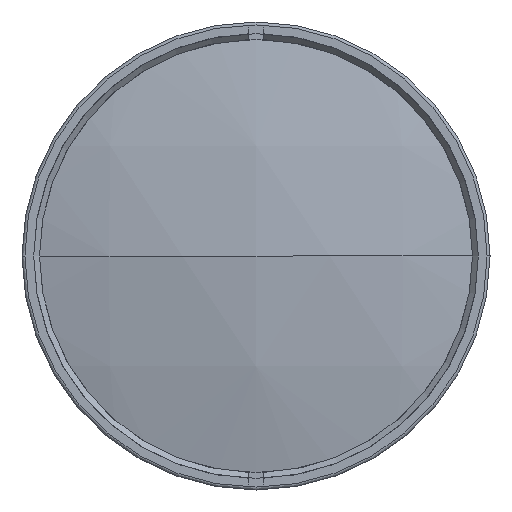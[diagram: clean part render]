
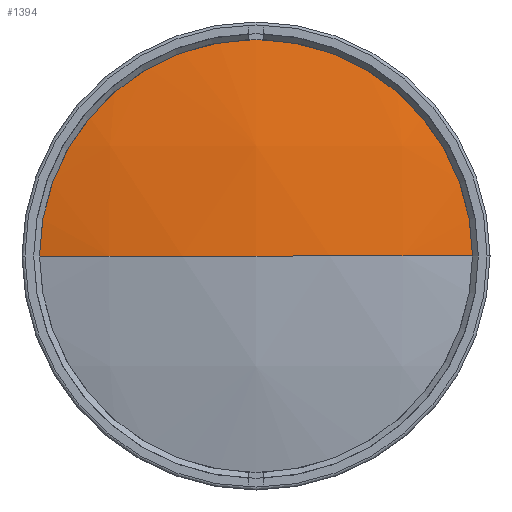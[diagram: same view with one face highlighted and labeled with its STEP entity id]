
A CAD part, left-side view. The second image highlights one B-rep face of the part: STEP entity #1394.
In plain terms, the highlighted spherical face has radius 161 mm.
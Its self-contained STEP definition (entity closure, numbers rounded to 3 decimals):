
#2 = DIRECTION ( 'NONE',  ( 0., 1., 0. ) ) ;
#12 = DIRECTION ( 'NONE',  ( 0., 0., 1. ) ) ;
#54 = AXIS2_PLACEMENT_3D ( 'NONE', #739, #1136, #2 ) ;
#89 = EDGE_CURVE ( 'NONE', #579, #1783, #194, .T. ) ;
#106 = CIRCLE ( 'NONE', #54, 161. ) ;
#119 = ORIENTED_EDGE ( 'NONE', *, *, #1377, .T. ) ;
#178 = DIRECTION ( 'NONE',  ( 0., 0., 1. ) ) ;
#194 = CIRCLE ( 'NONE', #384, 37.5 ) ;
#359 = DIRECTION ( 'NONE',  ( 0., -1., 0. ) ) ;
#373 = DIRECTION ( 'NONE',  ( 0., 0., -1. ) ) ;
#384 = AXIS2_PLACEMENT_3D ( 'NONE', #549, #1872, #373 ) ;
#549 = CARTESIAN_POINT ( 'NONE',  ( -160.802, 0., 0. ) ) ;
#579 = VERTEX_POINT ( 'NONE', #762 ) ;
#613 = ORIENTED_EDGE ( 'NONE', *, *, #1452, .F. ) ;
#739 = CARTESIAN_POINT ( 'NONE',  ( -4.23, 0., 0. ) ) ;
#762 = CARTESIAN_POINT ( 'NONE',  ( -160.802, -37.5, 0. ) ) ;
#867 = CIRCLE ( 'NONE', #1994, 161. ) ;
#911 = DIRECTION ( 'NONE',  ( 0., -1., 0. ) ) ;
#1081 = AXIS2_PLACEMENT_3D ( 'NONE', #2446, #12, #359 ) ;
#1136 = DIRECTION ( 'NONE',  ( 0., 0., -1. ) ) ;
#1305 = CARTESIAN_POINT ( 'NONE',  ( -160.802, 37.5, 0. ) ) ;
#1377 = EDGE_CURVE ( 'NONE', #1783, #1475, #867, .T. ) ;
#1394 = ADVANCED_FACE ( 'NONE', ( #2054 ), #1904, .T. ) ;
#1452 = EDGE_CURVE ( 'NONE', #579, #1475, #106, .T. ) ;
#1475 = VERTEX_POINT ( 'NONE', #2309 ) ;
#1527 = ORIENTED_EDGE ( 'NONE', *, *, #89, .T. ) ;
#1783 = VERTEX_POINT ( 'NONE', #1305 ) ;
#1872 = DIRECTION ( 'NONE',  ( -1., 0., 0. ) ) ;
#1904 = SPHERICAL_SURFACE ( 'NONE', #1081, 161. ) ;
#1994 = AXIS2_PLACEMENT_3D ( 'NONE', #2079, #178, #911 ) ;
#2054 = FACE_OUTER_BOUND ( 'NONE', #2167, .T. ) ;
#2079 = CARTESIAN_POINT ( 'NONE',  ( -4.23, 0., 0. ) ) ;
#2167 = EDGE_LOOP ( 'NONE', ( #1527, #119, #613 ) ) ;
#2309 = CARTESIAN_POINT ( 'NONE',  ( -165.23, 0., 0. ) ) ;
#2446 = CARTESIAN_POINT ( 'NONE',  ( -4.23, 0., 0. ) ) ;
